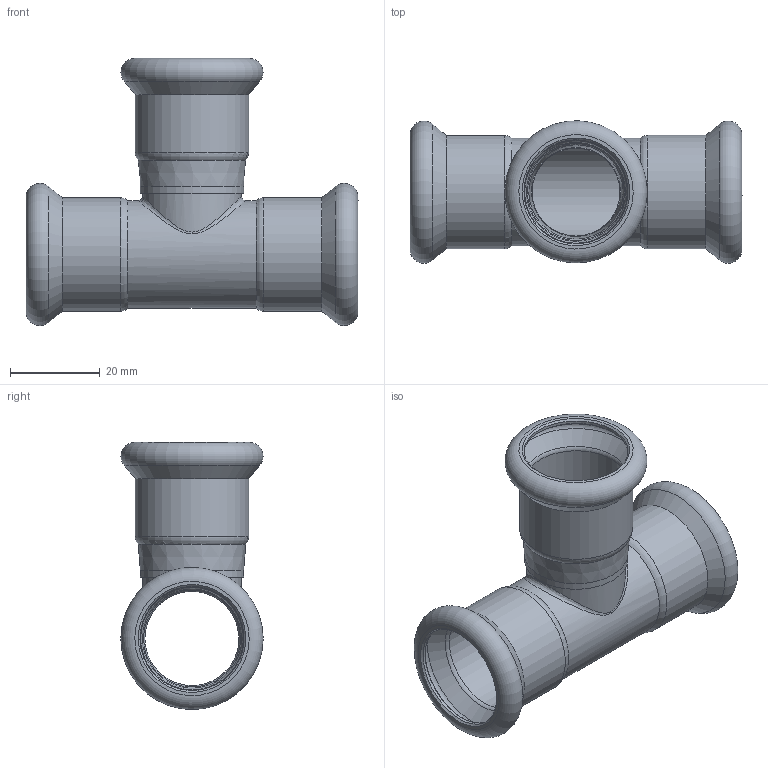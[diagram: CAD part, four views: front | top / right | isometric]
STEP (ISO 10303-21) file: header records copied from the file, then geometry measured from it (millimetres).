
FILE_DESCRIPTION(/* description */ (''),/* implementation_level */ '2;1');
FILE_NAME(/* name */ '43004.stp',/* time_stamp */ '2023-09-08T11:19:59+02:00',/* author */ ('JANAN'),/* organization */ (''),/* preprocessor_version */ 'ST-DEVELOPER v19.2',/* originating_system */ 'Autodesk Inventor 2023',/* authorisation */ '');
FILE_SCHEMA (('AUTOMOTIVE_DESIGN { 1 0 10303 214 3 1 1 }'));
Length unit declared in the file: millimetre
Products named in the file (1): tmp4EC1.tmp
Bounding box: 74 x 31.69 x 59.55 mm (x, y, z)
Volume: 12785.4 mm3; surface area: 17600.4 mm2
Topology: 2 solids, 2 shells, 59 faces, 127 edges, 76 vertices
Faces by surface type: torus 18, cylinder 15, cone 14, plane 8, bspline 4
Full cylindrical faces by diameter (mm): 19.6 x1, 20 x1, 21 x1, 22 x1, 22.2 x3, 23 x1, 23.2 x3, 24 x1, 25.3 x3
Entity records: 4081 total; most frequent: CARTESIAN_POINT 2636, DIRECTION 321, ORIENTED_EDGE 254, AXIS2_PLACEMENT_3D 146, EDGE_CURVE 127, CIRCLE 90, VERTEX_POINT 76, EDGE_LOOP 69
